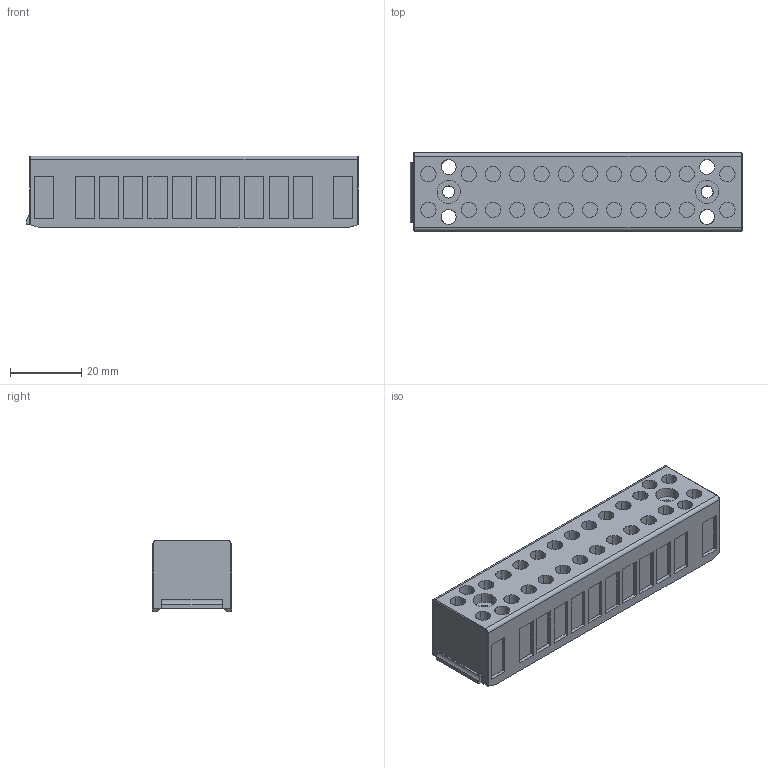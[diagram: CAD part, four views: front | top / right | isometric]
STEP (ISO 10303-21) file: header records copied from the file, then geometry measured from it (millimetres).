
FILE_DESCRIPTION(('CATIA V5 STEP Exchange','CAx-IF Rec.Pracs.--- Model Styling and Organization---1.4--- 2014-01-23'),'2;1');
FILE_NAME ('031582-3_1', '2021-12-08T06:14:07+00:00', ('none'), ('Weidmueller'), 'CATIA Version 5-6 Release 2016 SP3 HF44', 'CATIA V5 STEP AP214', 'none');
FILE_SCHEMA(('AUTOMOTIVE_DESIGN { 1 0 10303 214 1 1 1 1 }'));
Length unit declared in the file: millimetre
Products named in the file (1): 7906100000
Bounding box: 93.15 x 22 x 20.15 mm (x, y, z)
Volume: 34937.3 mm3; surface area: 11751.8 mm2
Topology: 1 solids, 1 shells, 261 faces, 627 edges, 416 vertices
Faces by surface type: plane 170, cylinder 75, cone 12, torus 4
Entity records: 6752 total; most frequent: CARTESIAN_POINT 1378, ORIENTED_EDGE 1254, DIRECTION 759, EDGE_CURVE 627, VERTEX_POINT 416, VECTOR 379, LINE 379, EDGE_LOOP 321
